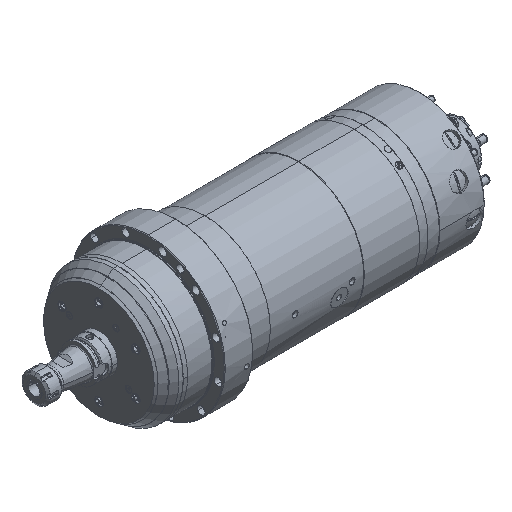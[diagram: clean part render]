
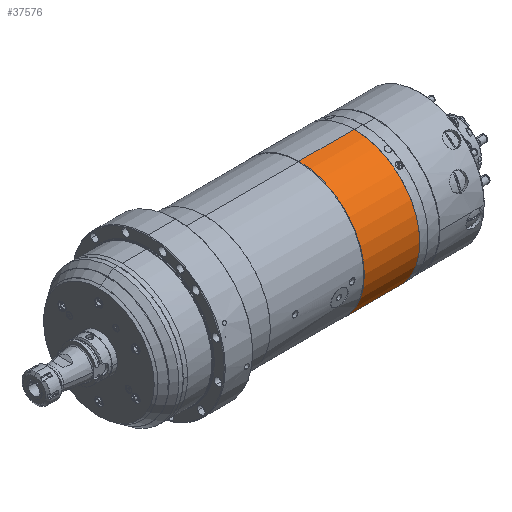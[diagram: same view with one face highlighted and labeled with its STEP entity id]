
A CAD part, isometric view. The second image highlights one B-rep face of the part: STEP entity #37576.
In plain terms, the highlighted cylindrical face has radius 115 mm (diameter 230 mm), a partial arc.
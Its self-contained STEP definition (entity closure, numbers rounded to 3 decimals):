
#737 = EDGE_CURVE ( 'NONE', #65081, #21896, #23228, .T. ) ;
#1786 = AXIS2_PLACEMENT_3D ( 'NONE', #21635, #21578, #21497 ) ;
#1852 = VECTOR ( 'NONE', #36221, 1000. ) ;
#5167 = CYLINDRICAL_SURFACE ( 'NONE', #52604, 115. ) ;
#5617 = FACE_OUTER_BOUND ( 'NONE', #14526, .T. ) ;
#6035 = EDGE_CURVE ( 'NONE', #36951, #21896, #40500, .T. ) ;
#8904 = EDGE_CURVE ( 'NONE', #36951, #27461, #9906, .T. ) ;
#9906 = CIRCLE ( 'NONE', #1786, 115. ) ;
#10002 = CARTESIAN_POINT ( 'NONE',  ( -145., 0., 115. ) ) ;
#14526 = EDGE_LOOP ( 'NONE', ( #65750, #18253, #31495, #23439 ) ) ;
#18253 = ORIENTED_EDGE ( 'NONE', *, *, #8904, .T. ) ;
#21497 = DIRECTION ( 'NONE',  ( 0., 0., -1. ) ) ;
#21578 = DIRECTION ( 'NONE',  ( 1., 0., 0. ) ) ;
#21635 = CARTESIAN_POINT ( 'NONE',  ( -145., 0., 0. ) ) ;
#21896 = VERTEX_POINT ( 'NONE', #27021 ) ;
#23228 = CIRCLE ( 'NONE', #59995, 115. ) ;
#23439 = ORIENTED_EDGE ( 'NONE', *, *, #737, .T. ) ;
#27021 = CARTESIAN_POINT ( 'NONE',  ( -47.75, 0., 115. ) ) ;
#27461 = VERTEX_POINT ( 'NONE', #43409 ) ;
#29133 = EDGE_CURVE ( 'NONE', #27461, #65081, #41401, .T. ) ;
#31495 = ORIENTED_EDGE ( 'NONE', *, *, #29133, .T. ) ;
#32792 = CARTESIAN_POINT ( 'NONE',  ( -47., 0., 0. ) ) ;
#32937 = DIRECTION ( 'NONE',  ( 0., 0., -1. ) ) ;
#33493 = DIRECTION ( 'NONE',  ( 1., 0., 0. ) ) ;
#36221 = DIRECTION ( 'NONE',  ( 1., 0., 0. ) ) ;
#36951 = VERTEX_POINT ( 'NONE', #10002 ) ;
#37576 = ADVANCED_FACE ( 'NONE', ( #5617 ), #5167, .T. ) ;
#40418 = VECTOR ( 'NONE', #42769, 1000. ) ;
#40500 = LINE ( 'NONE', #42624, #40418 ) ;
#41401 = LINE ( 'NONE', #41424, #1852 ) ;
#41424 = CARTESIAN_POINT ( 'NONE',  ( -47., 0., -115. ) ) ;
#42624 = CARTESIAN_POINT ( 'NONE',  ( -47., 0., 115. ) ) ;
#42769 = DIRECTION ( 'NONE',  ( 1., 0., 0. ) ) ;
#43409 = CARTESIAN_POINT ( 'NONE',  ( -145., 0., -115. ) ) ;
#48987 = CARTESIAN_POINT ( 'NONE',  ( -47.75, 0., -115. ) ) ;
#51942 = DIRECTION ( 'NONE',  ( 0., 0., -1. ) ) ;
#52251 = DIRECTION ( 'NONE',  ( -1., 0., 0. ) ) ;
#52604 = AXIS2_PLACEMENT_3D ( 'NONE', #32792, #33493, #32937 ) ;
#53213 = CARTESIAN_POINT ( 'NONE',  ( -47.75, 0., 0. ) ) ;
#59995 = AXIS2_PLACEMENT_3D ( 'NONE', #53213, #52251, #51942 ) ;
#65081 = VERTEX_POINT ( 'NONE', #48987 ) ;
#65750 = ORIENTED_EDGE ( 'NONE', *, *, #6035, .F. ) ;
